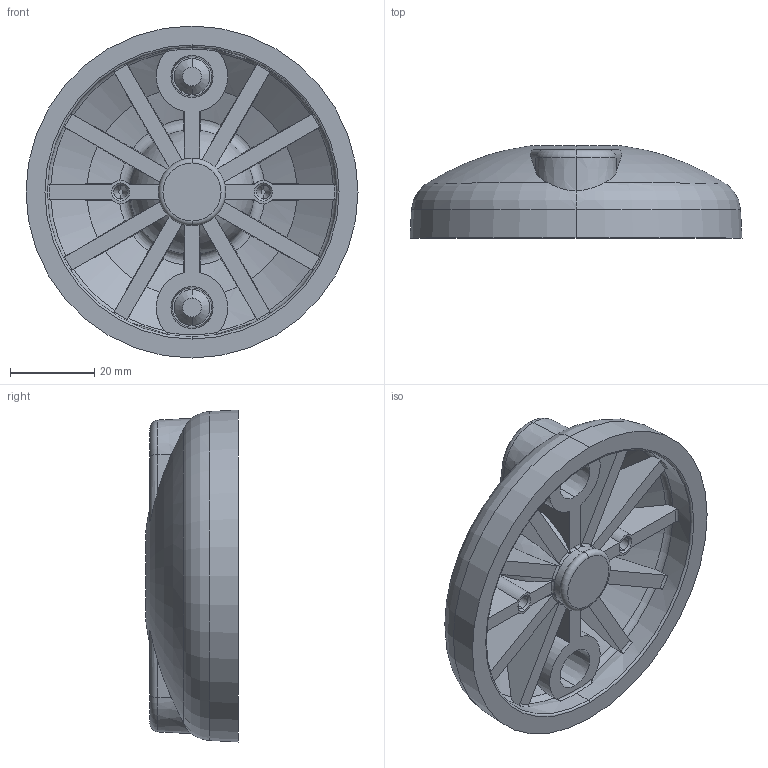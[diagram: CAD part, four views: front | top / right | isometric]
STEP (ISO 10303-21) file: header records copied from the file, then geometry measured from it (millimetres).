
FILE_DESCRIPTION (( 'STEP AP214' ), '1' );
FILE_NAME ('098c080kbz.STEP', '2014-08-12T07:42:11', ( '' ), ( '' ), 'SwSTEP 2.0', 'SolidWorks 2014', '' );
FILE_SCHEMA (( 'AUTOMOTIVE_DESIGN' ));
Length unit declared in the file: millimetre
Products named in the file (1): 098c080kbz
Bounding box: 79 x 22 x 79 mm (x, y, z)
Volume: 44379.3 mm3; surface area: 21794.4 mm2
Topology: 1 solids, 1 shells, 203 faces, 554 edges, 360 vertices
Faces by surface type: torus 62, plane 55, cone 48, cylinder 24, sphere 14
Entity records: 7476 total; most frequent: CARTESIAN_POINT 2586, ORIENTED_EDGE 1108, DIRECTION 978, EDGE_CURVE 554, AXIS2_PLACEMENT_3D 450, VERTEX_POINT 360, CIRCLE 246, EDGE_LOOP 210
